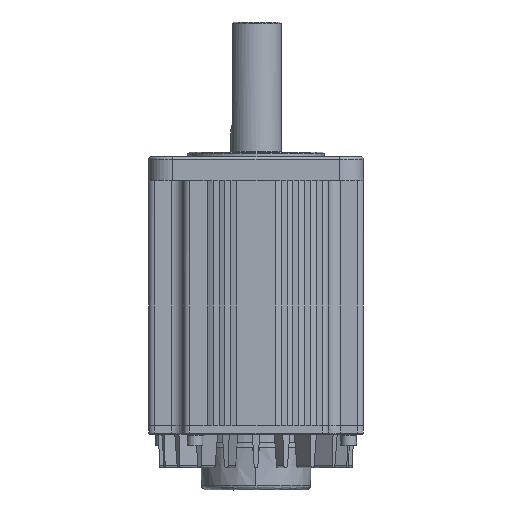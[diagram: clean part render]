
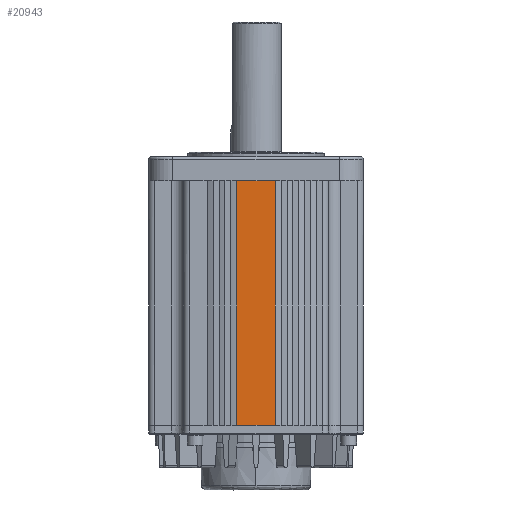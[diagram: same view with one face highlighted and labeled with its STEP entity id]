
A CAD part, front view. The second image highlights one B-rep face of the part: STEP entity #20943.
In plain terms, the highlighted planar face has unit normal (0, -1, 0).
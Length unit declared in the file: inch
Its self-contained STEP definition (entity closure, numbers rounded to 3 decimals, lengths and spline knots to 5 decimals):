
#220 = CARTESIAN_POINT ( 'NONE',  ( 0., -3.54331, 3.98031 ) ) ;
#569 = EDGE_CURVE ( 'NONE', #8350, #11767, #9181, .T. ) ;
#620 = ORIENTED_EDGE ( 'NONE', *, *, #14917, .T. ) ;
#1471 = LINE ( 'NONE', #16067, #11273 ) ;
#2335 = VERTEX_POINT ( 'NONE', #18900 ) ;
#2735 = ORIENTED_EDGE ( 'NONE', *, *, #3765, .T. ) ;
#3237 = CARTESIAN_POINT ( 'NONE',  ( -0.62992, -3.54331, 3.98031 ) ) ;
#3765 = EDGE_CURVE ( 'NONE', #2335, #11767, #18495, .T. ) ;
#4619 = CARTESIAN_POINT ( 'NONE',  ( 0.62992, -3.54331, -4.09843 ) ) ;
#5091 = DIRECTION ( 'NONE',  ( 0., 0., -1. ) ) ;
#5383 = VECTOR ( 'NONE', #5091, 39.37008 ) ;
#6900 = AXIS2_PLACEMENT_3D ( 'NONE', #14935, #18720, #13380 ) ;
#7821 = FACE_OUTER_BOUND ( 'NONE', #15349, .T. ) ;
#8350 = VERTEX_POINT ( 'NONE', #17657 ) ;
#9181 = LINE ( 'NONE', #21849, #12772 ) ;
#10325 = CARTESIAN_POINT ( 'NONE',  ( 0.62992, -3.54331, -0.05906 ) ) ;
#11273 = VECTOR ( 'NONE', #17610, 39.37008 ) ;
#11491 = PLANE ( 'NONE',  #6900 ) ;
#11767 = VERTEX_POINT ( 'NONE', #3237 ) ;
#12772 = VECTOR ( 'NONE', #20068, 39.37008 ) ;
#13380 = DIRECTION ( 'NONE',  ( 0., 0., 1. ) ) ;
#14095 = LINE ( 'NONE', #10325, #5383 ) ;
#14917 = EDGE_CURVE ( 'NONE', #8350, #16146, #1471, .T. ) ;
#14935 = CARTESIAN_POINT ( 'NONE',  ( 0., -3.54331, -0.05906 ) ) ;
#15349 = EDGE_LOOP ( 'NONE', ( #2735, #15604, #620, #19638 ) ) ;
#15604 = ORIENTED_EDGE ( 'NONE', *, *, #569, .F. ) ;
#16067 = CARTESIAN_POINT ( 'NONE',  ( 0.00003, -3.54331, -4.09843 ) ) ;
#16146 = VERTEX_POINT ( 'NONE', #4619 ) ;
#16362 = DIRECTION ( 'NONE',  ( -1., 0., 0. ) ) ;
#17610 = DIRECTION ( 'NONE',  ( 1., 0., 0. ) ) ;
#17657 = CARTESIAN_POINT ( 'NONE',  ( -0.62992, -3.54331, -4.09843 ) ) ;
#18495 = LINE ( 'NONE', #220, #21945 ) ;
#18720 = DIRECTION ( 'NONE',  ( 0., 1., 0. ) ) ;
#18900 = CARTESIAN_POINT ( 'NONE',  ( 0.62992, -3.54331, 3.98031 ) ) ;
#19638 = ORIENTED_EDGE ( 'NONE', *, *, #20649, .F. ) ;
#20068 = DIRECTION ( 'NONE',  ( 0., 0., 1. ) ) ;
#20649 = EDGE_CURVE ( 'NONE', #2335, #16146, #14095, .T. ) ;
#20943 = ADVANCED_FACE ( 'NONE', ( #7821 ), #11491, .F. ) ;
#21849 = CARTESIAN_POINT ( 'NONE',  ( -0.62992, -3.54331, -0.05906 ) ) ;
#21945 = VECTOR ( 'NONE', #16362, 39.37008 ) ;
